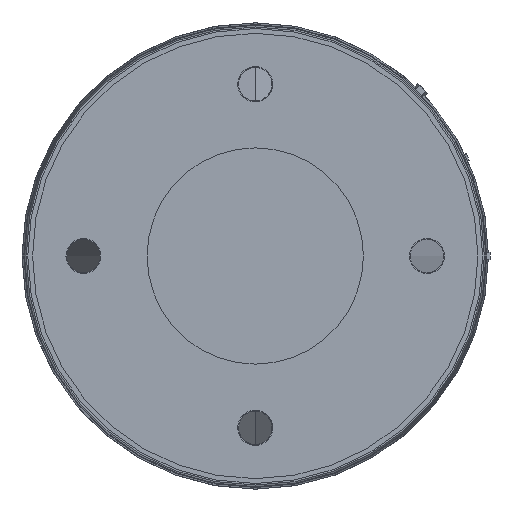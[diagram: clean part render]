
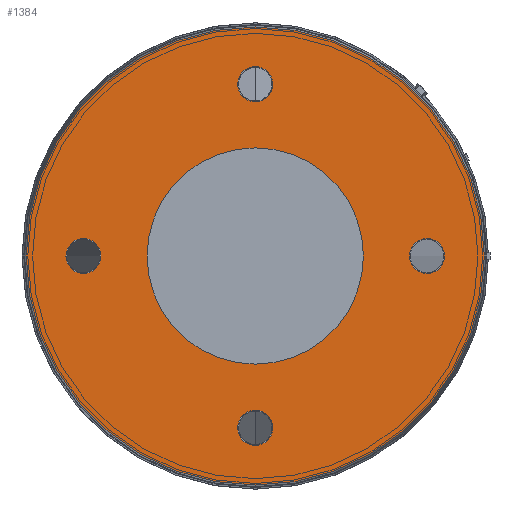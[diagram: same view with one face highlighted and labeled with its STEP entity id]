
A CAD part, front view. The second image highlights one B-rep face of the part: STEP entity #1384.
In plain terms, the highlighted planar face has unit normal (0, -1, 0).
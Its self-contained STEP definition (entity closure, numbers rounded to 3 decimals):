
#80 = EDGE_CURVE ( 'NONE', #5578, #4697, #5506, .T. ) ;
#334 = CARTESIAN_POINT ( 'NONE',  ( 0., 0., 27. ) ) ;
#335 = DIRECTION ( 'NONE',  ( 0., 1., 0. ) ) ;
#336 = DIRECTION ( 'NONE',  ( 0., 0., 1. ) ) ;
#385 = CARTESIAN_POINT ( 'NONE',  ( 0., 0., -27. ) ) ;
#386 = DIRECTION ( 'NONE',  ( 0., 1., 0. ) ) ;
#387 = DIRECTION ( 'NONE',  ( 0., 0., 1. ) ) ;
#409 = CARTESIAN_POINT ( 'NONE',  ( -27., 0., 0. ) ) ;
#410 = DIRECTION ( 'NONE',  ( 0., 1., 0. ) ) ;
#411 = DIRECTION ( 'NONE',  ( 0., 0., 1. ) ) ;
#1307 = CARTESIAN_POINT ( 'NONE',  ( 0., 0., 29.75 ) ) ;
#1308 = CARTESIAN_POINT ( 'NONE',  ( 0., 0., 24.25 ) ) ;
#1312 = CARTESIAN_POINT ( 'NONE',  ( 27., 0., 2.75 ) ) ;
#1315 = CARTESIAN_POINT ( 'NONE',  ( 27., 0., -2.75 ) ) ;
#1319 = CARTESIAN_POINT ( 'NONE',  ( -27., 0., 2.75 ) ) ;
#1384 = ADVANCED_FACE ( 'PLANAR_4', ( #2446, #2448, #2450, #2452, #2445, #2447 ), #2449, .F. ) ;
#1430 = ORIENTED_EDGE ( 'NONE', *, *, #3923, .T. ) ;
#1459 = ORIENTED_EDGE ( 'NONE', *, *, #3863, .T. ) ;
#1461 = ORIENTED_EDGE ( 'NONE', *, *, #3817, .T. ) ;
#1472 = ORIENTED_EDGE ( 'NONE', *, *, #3864, .T. ) ;
#1486 = ORIENTED_EDGE ( 'NONE', *, *, #3934, .T. ) ;
#1506 = ORIENTED_EDGE ( 'NONE', *, *, #3861, .T. ) ;
#1512 = VERTEX_POINT ( 'NONE', #2616 ) ;
#1658 = VERTEX_POINT ( 'NONE', #2648 ) ;
#1776 = VERTEX_POINT ( 'NONE', #2664 ) ;
#1826 = VERTEX_POINT ( 'NONE', #2674 ) ;
#1829 = ORIENTED_EDGE ( 'NONE', *, *, #3860, .T. ) ;
#1833 = VERTEX_POINT ( 'NONE', #2688 ) ;
#1939 = ORIENTED_EDGE ( 'NONE', *, *, #3942, .T. ) ;
#1946 = VERTEX_POINT ( 'NONE', #2709 ) ;
#1987 = ORIENTED_EDGE ( 'NONE', *, *, #3821, .F. ) ;
#1989 = ORIENTED_EDGE ( 'NONE', *, *, #3862, .F. ) ;
#2044 = VERTEX_POINT ( 'NONE', #2735 ) ;
#2177 = ORIENTED_EDGE ( 'NONE', *, *, #80, .T. ) ;
#2215 = ORIENTED_EDGE ( 'NONE', *, *, #3865, .T. ) ;
#2445 = FACE_BOUND ( 'NONE', #4492, .T. ) ;
#2446 = FACE_BOUND ( 'NONE', #4621, .T. ) ;
#2447 = FACE_BOUND ( 'NONE', #4571, .T. ) ;
#2448 = FACE_BOUND ( 'NONE', #4634, .T. ) ;
#2449 = PLANE ( 'NONE',  #3601 ) ;
#2450 = FACE_OUTER_BOUND ( 'NONE', #4505, .T. ) ;
#2452 = FACE_BOUND ( 'NONE', #4627, .T. ) ;
#2453 = CARTESIAN_POINT ( 'NONE',  ( 36., 0., 0. ) ) ;
#2454 = DIRECTION ( 'NONE',  ( 0., 1., 0. ) ) ;
#2455 = DIRECTION ( 'NONE',  ( 0., 0., 1. ) ) ;
#2616 = CARTESIAN_POINT ( 'NONE',  ( 0., 0., 36. ) ) ;
#2648 = CARTESIAN_POINT ( 'NONE',  ( 0., 0., -36. ) ) ;
#2664 = CARTESIAN_POINT ( 'NONE',  ( -27., 0., -2.75 ) ) ;
#2674 = CARTESIAN_POINT ( 'NONE',  ( 0., 0., 17. ) ) ;
#2688 = CARTESIAN_POINT ( 'NONE',  ( 0., 0., -17. ) ) ;
#2709 = CARTESIAN_POINT ( 'NONE',  ( 0., 0., -29.75 ) ) ;
#2735 = CARTESIAN_POINT ( 'NONE',  ( 0., 0., -24.25 ) ) ;
#2934 = CARTESIAN_POINT ( 'NONE',  ( 0., 0., 0. ) ) ;
#2935 = DIRECTION ( 'NONE',  ( 0., 1., 0. ) ) ;
#2936 = DIRECTION ( 'NONE',  ( 0., 0., 1. ) ) ;
#2947 = CARTESIAN_POINT ( 'NONE',  ( 0., 0., 0. ) ) ;
#2948 = DIRECTION ( 'NONE',  ( 0., 1., 0. ) ) ;
#2949 = DIRECTION ( 'NONE',  ( 0., 0., 1. ) ) ;
#3106 = CARTESIAN_POINT ( 'NONE',  ( 0., 0., -27. ) ) ;
#3107 = DIRECTION ( 'NONE',  ( 0., 1., 0. ) ) ;
#3108 = DIRECTION ( 'NONE',  ( 0., 0., 1. ) ) ;
#3109 = CARTESIAN_POINT ( 'NONE',  ( 27., 0., 0. ) ) ;
#3110 = DIRECTION ( 'NONE',  ( 0., 1., 0. ) ) ;
#3111 = DIRECTION ( 'NONE',  ( 0., 0., 1. ) ) ;
#3112 = CARTESIAN_POINT ( 'NONE',  ( 0., 0., 0. ) ) ;
#3113 = DIRECTION ( 'NONE',  ( 0., 1., 0. ) ) ;
#3114 = DIRECTION ( 'NONE',  ( 0., 0., 1. ) ) ;
#3115 = CARTESIAN_POINT ( 'NONE',  ( 0., 0., 0. ) ) ;
#3116 = DIRECTION ( 'NONE',  ( 0., 1., 0. ) ) ;
#3117 = DIRECTION ( 'NONE',  ( 0., 0., 1. ) ) ;
#3118 = CARTESIAN_POINT ( 'NONE',  ( -27., 0., 0. ) ) ;
#3119 = DIRECTION ( 'NONE',  ( 0., 1., 0. ) ) ;
#3120 = DIRECTION ( 'NONE',  ( 0., 0., 1. ) ) ;
#3121 = CARTESIAN_POINT ( 'NONE',  ( 0., 0., 27. ) ) ;
#3122 = DIRECTION ( 'NONE',  ( 0., 1., 0. ) ) ;
#3123 = DIRECTION ( 'NONE',  ( 0., 0., 1. ) ) ;
#3290 = AXIS2_PLACEMENT_3D ( 'NONE', #409, #410, #411 ) ;
#3292 = CIRCLE ( 'NONE', #3290, 2.75 ) ;
#3315 = AXIS2_PLACEMENT_3D ( 'NONE', #334, #335, #336 ) ;
#3316 = CIRCLE ( 'NONE', #3320, 2.75 ) ;
#3317 = CIRCLE ( 'NONE', #3315, 2.75 ) ;
#3320 = AXIS2_PLACEMENT_3D ( 'NONE', #385, #386, #387 ) ;
#3408 = AXIS2_PLACEMENT_3D ( 'NONE', #3121, #3122, #3123 ) ;
#3410 = AXIS2_PLACEMENT_3D ( 'NONE', #3118, #3119, #3120 ) ;
#3412 = AXIS2_PLACEMENT_3D ( 'NONE', #3115, #3116, #3117 ) ;
#3413 = CIRCLE ( 'NONE', #3410, 2.75 ) ;
#3414 = AXIS2_PLACEMENT_3D ( 'NONE', #3112, #3113, #3114 ) ;
#3415 = CIRCLE ( 'NONE', #3412, 17. ) ;
#3416 = AXIS2_PLACEMENT_3D ( 'NONE', #3109, #3110, #3111 ) ;
#3417 = CIRCLE ( 'NONE', #3414, 36. ) ;
#3418 = AXIS2_PLACEMENT_3D ( 'NONE', #3106, #3107, #3108 ) ;
#3419 = CIRCLE ( 'NONE', #3408, 2.75 ) ;
#3421 = CIRCLE ( 'NONE', #3418, 2.75 ) ;
#3430 = CIRCLE ( 'NONE', #3416, 2.75 ) ;
#3469 = AXIS2_PLACEMENT_3D ( 'NONE', #2947, #2948, #2949 ) ;
#3471 = CIRCLE ( 'NONE', #3469, 36. ) ;
#3475 = AXIS2_PLACEMENT_3D ( 'NONE', #2934, #2935, #2936 ) ;
#3477 = CIRCLE ( 'NONE', #3475, 17. ) ;
#3601 = AXIS2_PLACEMENT_3D ( 'NONE', #2453, #2454, #2455 ) ;
#3817 = EDGE_CURVE ( 'NONE', #1833, #1826, #3477, .T. ) ;
#3821 = EDGE_CURVE ( 'NONE', #1512, #1658, #3471, .T. ) ;
#3860 = EDGE_CURVE ( 'NONE', #2044, #1946, #3421, .T. ) ;
#3861 = EDGE_CURVE ( 'NONE', #4697, #5578, #3430, .T. ) ;
#3862 = EDGE_CURVE ( 'NONE', #1658, #1512, #3417, .T. ) ;
#3863 = EDGE_CURVE ( 'NONE', #1826, #1833, #3415, .T. ) ;
#3864 = EDGE_CURVE ( 'NONE', #5598, #1776, #3413, .T. ) ;
#3865 = EDGE_CURVE ( 'NONE', #4692, #4693, #3419, .T. ) ;
#3923 = EDGE_CURVE ( 'NONE', #4693, #4692, #3317, .T. ) ;
#3934 = EDGE_CURVE ( 'NONE', #1946, #2044, #3316, .T. ) ;
#3942 = EDGE_CURVE ( 'NONE', #1776, #5598, #3292, .T. ) ;
#4492 = EDGE_LOOP ( 'NONE', ( #1472, #1939 ) ) ;
#4505 = EDGE_LOOP ( 'NONE', ( #1987, #1989 ) ) ;
#4571 = EDGE_LOOP ( 'NONE', ( #2215, #1430 ) ) ;
#4621 = EDGE_LOOP ( 'NONE', ( #1829, #1486 ) ) ;
#4627 = EDGE_LOOP ( 'NONE', ( #1459, #1461 ) ) ;
#4634 = EDGE_LOOP ( 'NONE', ( #1506, #2177 ) ) ;
#4692 = VERTEX_POINT ( 'NONE', #1307 ) ;
#4693 = VERTEX_POINT ( 'NONE', #1308 ) ;
#4697 = VERTEX_POINT ( 'NONE', #1312 ) ;
#4957 = CARTESIAN_POINT ( 'NONE',  ( 27., 0., 0. ) ) ;
#4958 = DIRECTION ( 'NONE',  ( 0., 1., 0. ) ) ;
#4959 = DIRECTION ( 'NONE',  ( 0., 0., 1. ) ) ;
#5500 = AXIS2_PLACEMENT_3D ( 'NONE', #4957, #4958, #4959 ) ;
#5506 = CIRCLE ( 'NONE', #5500, 2.75 ) ;
#5578 = VERTEX_POINT ( 'NONE', #1315 ) ;
#5598 = VERTEX_POINT ( 'NONE', #1319 ) ;
